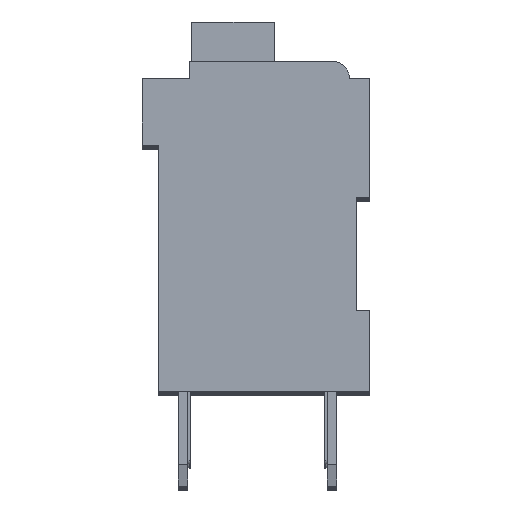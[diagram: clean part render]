
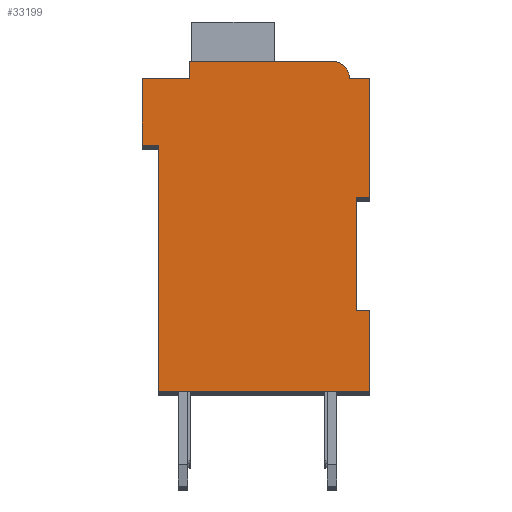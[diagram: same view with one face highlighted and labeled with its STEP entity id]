
A CAD part, top view. The second image highlights one B-rep face of the part: STEP entity #33199.
In plain terms, the highlighted planar face has unit normal (0, 0, 1).
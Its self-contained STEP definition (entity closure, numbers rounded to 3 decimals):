
#7886=DIRECTION('',(1.,0.,0.));
#7887=VECTOR('',#7886,0.5);
#7888=CARTESIAN_POINT('',(7.3,7.15,2.1));
#7889=LINE('',#7888,#7887);
#7890=DIRECTION('',(0.,1.,0.));
#7891=VECTOR('',#7890,4.15);
#7892=CARTESIAN_POINT('',(7.3,3.,2.1));
#7893=LINE('',#7892,#7891);
#7894=DIRECTION('',(-1.,0.,0.));
#7895=VECTOR('',#7894,0.5);
#7896=CARTESIAN_POINT('',(7.8,3.,2.1));
#7897=LINE('',#7896,#7895);
#7898=DIRECTION('',(0.,1.,0.));
#7899=VECTOR('',#7898,3.);
#7900=CARTESIAN_POINT('',(7.8,0.,2.1));
#7901=LINE('',#7900,#7899);
#7902=DIRECTION('',(1.,0.,0.));
#7903=VECTOR('',#7902,7.8);
#7904=CARTESIAN_POINT('',(0.,0.,2.1));
#7905=LINE('',#7904,#7903);
#7906=DIRECTION('',(0.,-1.,0.));
#7907=VECTOR('',#7906,9.1);
#7908=CARTESIAN_POINT('',(0.,9.1,2.1));
#7909=LINE('',#7908,#7907);
#7910=DIRECTION('',(1.,0.,0.));
#7911=VECTOR('',#7910,0.6);
#7912=CARTESIAN_POINT('',(-0.6,9.1,2.1));
#7913=LINE('',#7912,#7911);
#7914=DIRECTION('',(0.,-1.,0.));
#7915=VECTOR('',#7914,2.45);
#7916=CARTESIAN_POINT('',(-0.6,11.55,2.1));
#7917=LINE('',#7916,#7915);
#7918=DIRECTION('',(-1.,0.,0.));
#7919=VECTOR('',#7918,1.75);
#7920=CARTESIAN_POINT('',(1.15,11.55,2.1));
#7921=LINE('',#7920,#7919);
#7922=DIRECTION('',(0.,-1.,0.));
#7923=VECTOR('',#7922,0.65);
#7924=CARTESIAN_POINT('',(1.15,12.2,2.1));
#7925=LINE('',#7924,#7923);
#7926=DIRECTION('',(-1.,0.,0.));
#7927=VECTOR('',#7926,5.25);
#7928=CARTESIAN_POINT('',(6.4,12.2,2.1));
#7929=LINE('',#7928,#7927);
#7930=CARTESIAN_POINT('',(6.4,11.55,2.1));
#7931=DIRECTION('',(0.,0.,1.));
#7932=DIRECTION('',(1.,0.,0.));
#7933=AXIS2_PLACEMENT_3D('',#7930,#7931,#7932);
#7935=DIRECTION('',(-1.,0.,0.));
#7936=VECTOR('',#7935,0.75);
#7937=CARTESIAN_POINT('',(7.8,11.55,2.1));
#7938=LINE('',#7937,#7936);
#7939=DIRECTION('',(0.,1.,0.));
#7940=VECTOR('',#7939,4.4);
#7941=CARTESIAN_POINT('',(7.8,7.15,2.1));
#7942=LINE('',#7941,#7940);
#19527=CARTESIAN_POINT('',(7.3,7.15,2.1));
#19528=CARTESIAN_POINT('',(7.8,7.15,2.1));
#19529=VERTEX_POINT('',#19527);
#19530=VERTEX_POINT('',#19528);
#19531=CARTESIAN_POINT('',(7.8,11.55,2.1));
#19532=VERTEX_POINT('',#19531);
#19533=CARTESIAN_POINT('',(7.05,11.55,2.1));
#19534=VERTEX_POINT('',#19533);
#19535=CARTESIAN_POINT('',(6.4,12.2,2.1));
#19536=VERTEX_POINT('',#19535);
#19537=CARTESIAN_POINT('',(1.15,12.2,2.1));
#19538=VERTEX_POINT('',#19537);
#19539=CARTESIAN_POINT('',(1.15,11.55,2.1));
#19540=VERTEX_POINT('',#19539);
#19541=CARTESIAN_POINT('',(-0.6,11.55,2.1));
#19542=VERTEX_POINT('',#19541);
#19543=CARTESIAN_POINT('',(-0.6,9.1,2.1));
#19544=VERTEX_POINT('',#19543);
#19545=CARTESIAN_POINT('',(0.,9.1,2.1));
#19546=VERTEX_POINT('',#19545);
#19547=CARTESIAN_POINT('',(0.,0.,2.1));
#19548=VERTEX_POINT('',#19547);
#19549=CARTESIAN_POINT('',(7.8,0.,2.1));
#19550=VERTEX_POINT('',#19549);
#19551=CARTESIAN_POINT('',(7.8,3.,2.1));
#19552=VERTEX_POINT('',#19551);
#19553=CARTESIAN_POINT('',(7.3,3.,2.1));
#19554=VERTEX_POINT('',#19553);
#33178=CARTESIAN_POINT('',(0.,0.,2.1));
#33179=DIRECTION('',(0.,0.,1.));
#33180=DIRECTION('',(1.,0.,0.));
#33181=AXIS2_PLACEMENT_3D('',#33178,#33179,#33180);
#33182=PLANE('',#33181);
#33183=ORIENTED_EDGE('',*,*,#25712,.F.);
#33184=ORIENTED_EDGE('',*,*,#26606,.F.);
#33185=ORIENTED_EDGE('',*,*,#27350,.F.);
#33186=ORIENTED_EDGE('',*,*,#27855,.F.);
#33187=ORIENTED_EDGE('',*,*,#28440,.F.);
#33188=ORIENTED_EDGE('',*,*,#29213,.F.);
#33189=ORIENTED_EDGE('',*,*,#29900,.F.);
#33190=ORIENTED_EDGE('',*,*,#30194,.F.);
#33191=ORIENTED_EDGE('',*,*,#30639,.F.);
#33192=ORIENTED_EDGE('',*,*,#31488,.F.);
#33193=ORIENTED_EDGE('',*,*,#32158,.F.);
#33194=ORIENTED_EDGE('',*,*,#30690,.F.);
#33195=ORIENTED_EDGE('',*,*,#31259,.F.);
#33196=ORIENTED_EDGE('',*,*,#26501,.F.);
#33197=EDGE_LOOP('',(#33183,#33184,#33185,#33186,#33187,#33188,#33189,#33190,
#33191,#33192,#33193,#33194,#33195,#33196));
#33198=FACE_OUTER_BOUND('',#33197,.F.);
#7934=CIRCLE('',#7933,0.65);
#25712=EDGE_CURVE('',#19529,#19530,#7889,.T.);
#26501=EDGE_CURVE('',#19530,#19532,#7942,.T.);
#26606=EDGE_CURVE('',#19554,#19529,#7893,.T.);
#27350=EDGE_CURVE('',#19552,#19554,#7897,.T.);
#27855=EDGE_CURVE('',#19550,#19552,#7901,.T.);
#28440=EDGE_CURVE('',#19548,#19550,#7905,.T.);
#29213=EDGE_CURVE('',#19546,#19548,#7909,.T.);
#29900=EDGE_CURVE('',#19544,#19546,#7913,.T.);
#30194=EDGE_CURVE('',#19542,#19544,#7917,.T.);
#30639=EDGE_CURVE('',#19540,#19542,#7921,.T.);
#30690=EDGE_CURVE('',#19534,#19536,#7934,.T.);
#31259=EDGE_CURVE('',#19532,#19534,#7938,.T.);
#31488=EDGE_CURVE('',#19538,#19540,#7925,.T.);
#32158=EDGE_CURVE('',#19536,#19538,#7929,.T.);
#33199=ADVANCED_FACE('',(#33198),#33182,.T.);
